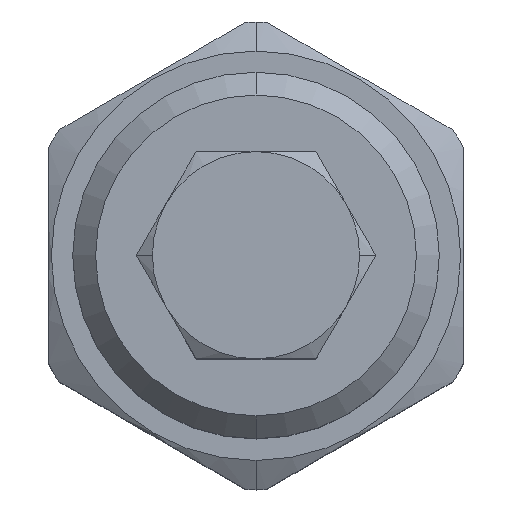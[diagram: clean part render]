
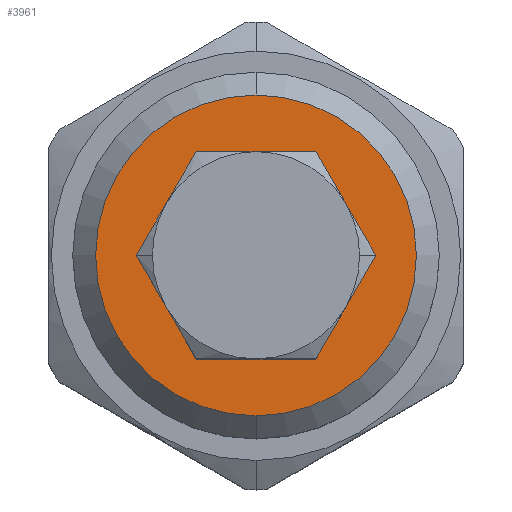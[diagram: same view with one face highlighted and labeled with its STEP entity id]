
A CAD part, top view. The second image highlights one B-rep face of the part: STEP entity #3961.
In plain terms, the highlighted planar face has unit normal (0, 0, 1).
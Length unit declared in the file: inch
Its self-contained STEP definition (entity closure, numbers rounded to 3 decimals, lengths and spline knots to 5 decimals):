
#428=CARTESIAN_POINT('',(0.,0.,3.372));
#429=DIRECTION('',(0.,0.,1.));
#430=DIRECTION('',(-1.,0.,0.));
#431=AXIS2_PLACEMENT_3D('',#428,#429,#430);
#433=CARTESIAN_POINT('',(0.,0.,3.372));
#434=DIRECTION('',(0.,0.,1.));
#435=DIRECTION('',(1.,0.,0.));
#436=AXIS2_PLACEMENT_3D('',#433,#434,#435);
#438=CARTESIAN_POINT('',(0.,0.,3.372));
#439=DIRECTION('',(0.,0.,1.));
#440=DIRECTION('',(0.,-1.,0.));
#441=AXIS2_PLACEMENT_3D('',#438,#439,#440);
#456=CARTESIAN_POINT('',(0.,0.,3.372));
#457=DIRECTION('',(0.,0.,1.));
#458=DIRECTION('',(0.,1.,0.));
#459=AXIS2_PLACEMENT_3D('',#456,#457,#458);
#3325=CARTESIAN_POINT('',(0.,0.435,3.372));
#3326=CARTESIAN_POINT('',(0.,-0.435,3.372));
#3327=VERTEX_POINT('',#3325);
#3328=VERTEX_POINT('',#3326);
#3483=CARTESIAN_POINT('',(-0.2775,0.,3.372));
#3484=CARTESIAN_POINT('',(0.2775,0.,3.372));
#3485=VERTEX_POINT('',#3483);
#3486=VERTEX_POINT('',#3484);
#3945=CARTESIAN_POINT('',(0.,0.,3.372));
#3946=DIRECTION('',(0.,0.,1.));
#3947=DIRECTION('',(0.,1.,0.));
#3948=AXIS2_PLACEMENT_3D('',#3945,#3946,#3947);
#3949=PLANE('',#3948);
#3951=ORIENTED_EDGE('',*,*,#3950,.F.);
#3953=ORIENTED_EDGE('',*,*,#3952,.F.);
#3954=EDGE_LOOP('',(#3951,#3953));
#3955=FACE_OUTER_BOUND('',#3954,.F.);
#3957=ORIENTED_EDGE('',*,*,#3956,.T.);
#3958=ORIENTED_EDGE('',*,*,#3935,.T.);
#3959=EDGE_LOOP('',(#3957,#3958));
#3960=FACE_BOUND('',#3959,.F.);
#3961=ADVANCED_FACE('',(#3955,#3960),#3949,.T.);
#432=CIRCLE('',#431,0.2775);
#437=CIRCLE('',#436,0.2775);
#442=CIRCLE('',#441,0.435);
#460=CIRCLE('',#459,0.435);
#3935=EDGE_CURVE('',#3486,#3485,#437,.T.);
#3950=EDGE_CURVE('',#3328,#3327,#442,.T.);
#3952=EDGE_CURVE('',#3327,#3328,#460,.T.);
#3956=EDGE_CURVE('',#3485,#3486,#432,.T.);
